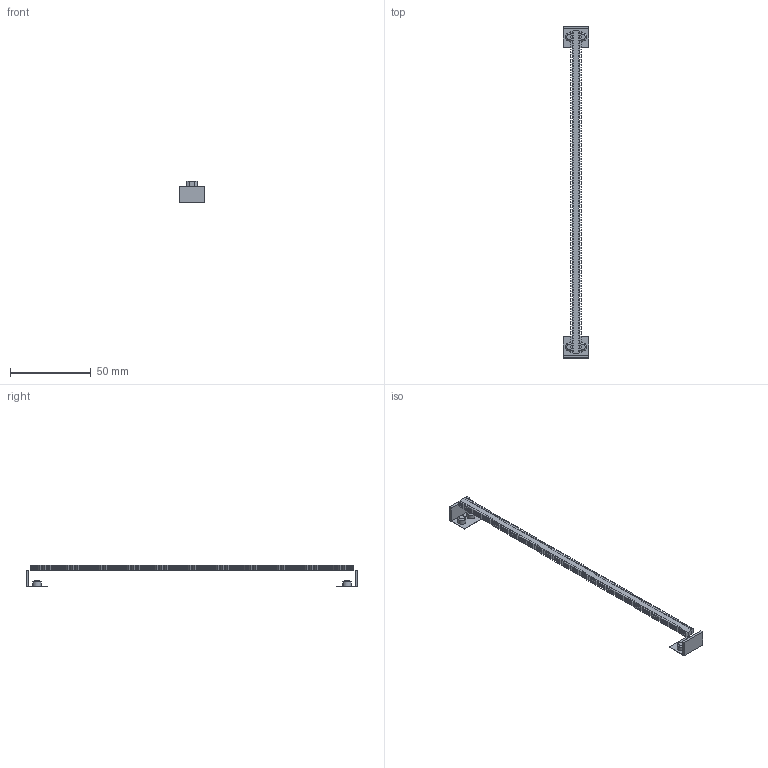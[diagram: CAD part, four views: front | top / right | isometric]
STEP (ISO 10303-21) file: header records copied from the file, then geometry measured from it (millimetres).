
FILE_DESCRIPTION(('Open CASCADE Model'),'2;1');
FILE_NAME('Open CASCADE Shape Model','2025-01-19T18:58:24',('Author'),( 'Open CASCADE'),'Open CASCADE STEP processor 7.7','Open CASCADE 7.7' ,'Unknown');
FILE_SCHEMA(('AUTOMOTIVE_DESIGN { 1 0 10303 214 1 1 1 1 }'));
Length unit declared in the file: millimetre
Products named in the file (5): Open CASCADE STEP translator 7.7 35; Open CASCADE STEP translator 7.7 35.1; Open CASCADE STEP translator 7.7 35.1.1; Open CASCADE STEP translator 7.7 35.1.2; Open CASCADE STEP translator 7.7 35.1.3
Assembly tree (4 placements, depth 3):
  Open CASCADE STEP translator 7.7 35
    Open CASCADE STEP translator 7.7 35.1
      Open CASCADE STEP translator 7.7 35.1.1
      Open CASCADE STEP translator 7.7 35.1.2
      Open CASCADE STEP translator 7.7 35.1.3
Bounding box: 16 x 205.6 x 13.4 mm (x, y, z)
Volume: 4182.6 mm3; surface area: 7093.4 mm2
Topology: 3 solids, 3 shells, 1050 faces, 3116 edges, 2076 vertices
Faces by surface type: plane 1042, cylinder 4, cone 4
Full cylindrical faces by diameter (mm): 5 x4
Entity records: 74986 total; most frequent: CARTESIAN_POINT 12479, DIRECTION 11470, LINE 9328, VECTOR 9328, ORIENTED_EDGE 6232, PCURVE 6232, DEFINITIONAL_REPRESENTATION 6232, EDGE_CURVE 3116
